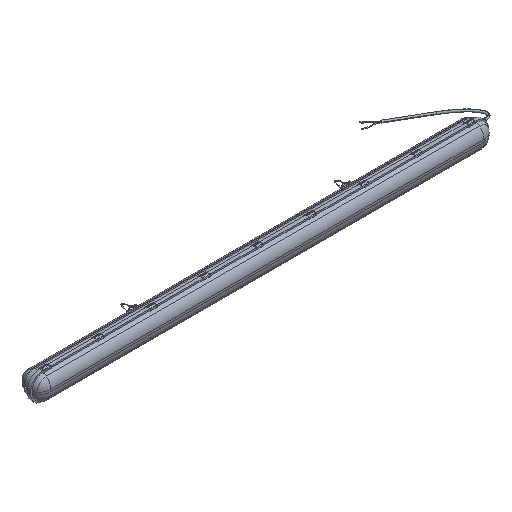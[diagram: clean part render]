
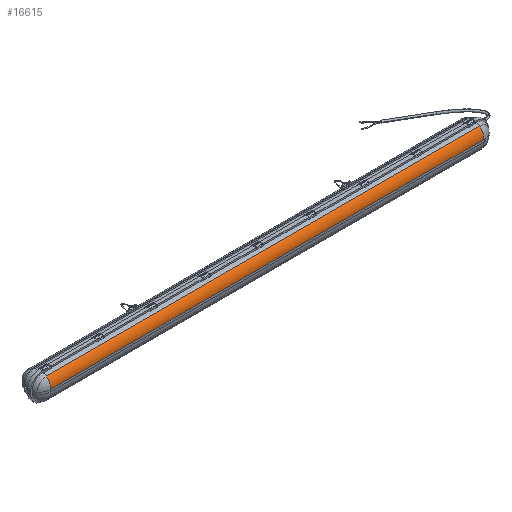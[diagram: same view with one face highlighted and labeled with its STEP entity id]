
A CAD part, isometric view. The second image highlights one B-rep face of the part: STEP entity #16615.
In plain terms, the highlighted cylindrical face has radius 40 mm (diameter 80 mm), a partial arc.
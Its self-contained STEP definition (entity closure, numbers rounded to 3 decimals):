
#36 = EDGE_CURVE ( 'NONE', #19022, #5125, #10129, .T. ) ;
#236 = DIRECTION ( 'NONE',  ( 0., 0., 1. ) ) ;
#437 = ORIENTED_EDGE ( 'NONE', *, *, #2346, .F. ) ;
#2346 = EDGE_CURVE ( 'NONE', #19022, #2471, #20007, .T. ) ;
#2459 = DIRECTION ( 'NONE',  ( -1., 0., 0. ) ) ;
#2471 = VERTEX_POINT ( 'NONE', #11635 ) ;
#3006 = CARTESIAN_POINT ( 'NONE',  ( 710., -38.5, 3.5 ) ) ;
#3118 = EDGE_CURVE ( 'NONE', #2471, #10083, #17848, .T. ) ;
#3745 = FACE_OUTER_BOUND ( 'NONE', #15727, .T. ) ;
#4302 = DIRECTION ( 'NONE',  ( 0., 0., 1. ) ) ;
#4320 = CARTESIAN_POINT ( 'NONE',  ( -710., 1.5, 3.5 ) ) ;
#5125 = VERTEX_POINT ( 'NONE', #3006 ) ;
#5188 = ORIENTED_EDGE ( 'NONE', *, *, #13258, .T. ) ;
#5358 = ORIENTED_EDGE ( 'NONE', *, *, #36, .T. ) ;
#6697 = DIRECTION ( 'NONE',  ( 1., 0., 0. ) ) ;
#9215 = CARTESIAN_POINT ( 'NONE',  ( -710., 1.5, 3.5 ) ) ;
#10083 = VERTEX_POINT ( 'NONE', #13805 ) ;
#10129 = LINE ( 'NONE', #14457, #13233 ) ;
#10149 = DIRECTION ( 'NONE',  ( -1., 0., 0. ) ) ;
#11453 = CARTESIAN_POINT ( 'NONE',  ( -710., -38.5, 3.5 ) ) ;
#11635 = CARTESIAN_POINT ( 'NONE',  ( -710., -23.839, 34.45 ) ) ;
#13233 = VECTOR ( 'NONE', #19664, 1000. ) ;
#13258 = EDGE_CURVE ( 'NONE', #5125, #10083, #18638, .T. ) ;
#13739 = AXIS2_PLACEMENT_3D ( 'NONE', #9215, #2459, #4302 ) ;
#13805 = CARTESIAN_POINT ( 'NONE',  ( 710., -23.839, 34.45 ) ) ;
#14122 = DIRECTION ( 'NONE',  ( 1., 0., 0. ) ) ;
#14457 = CARTESIAN_POINT ( 'NONE',  ( -710., -38.5, 3.5 ) ) ;
#14730 = AXIS2_PLACEMENT_3D ( 'NONE', #18304, #10149, #236 ) ;
#15727 = EDGE_LOOP ( 'NONE', ( #17244, #437, #5358, #5188 ) ) ;
#16615 = ADVANCED_FACE ( 'NONE', ( #3745 ), #20715, .T. ) ;
#16623 = CARTESIAN_POINT ( 'NONE',  ( -710., -23.839, 34.45 ) ) ;
#17244 = ORIENTED_EDGE ( 'NONE', *, *, #3118, .F. ) ;
#17848 = LINE ( 'NONE', #16623, #20922 ) ;
#18304 = CARTESIAN_POINT ( 'NONE',  ( 710., 1.5, 3.5 ) ) ;
#18638 = CIRCLE ( 'NONE', #14730, 40. ) ;
#19022 = VERTEX_POINT ( 'NONE', #11453 ) ;
#19574 = AXIS2_PLACEMENT_3D ( 'NONE', #4320, #14122, #20850 ) ;
#19664 = DIRECTION ( 'NONE',  ( 1., 0., 0. ) ) ;
#20007 = CIRCLE ( 'NONE', #13739, 40. ) ;
#20715 = CYLINDRICAL_SURFACE ( 'NONE', #19574, 40. ) ;
#20850 = DIRECTION ( 'NONE',  ( 0., 0., -1. ) ) ;
#20922 = VECTOR ( 'NONE', #6697, 1000. ) ;
